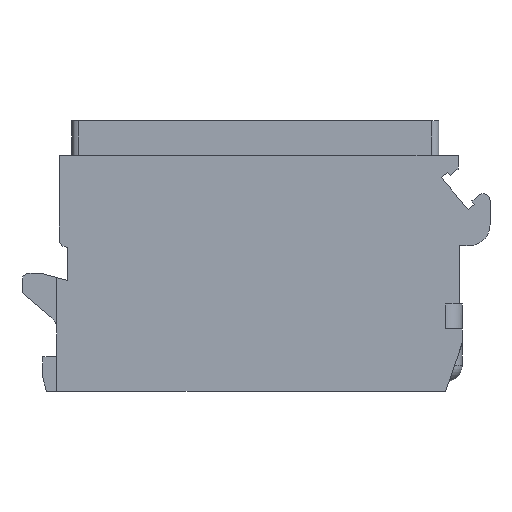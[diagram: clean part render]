
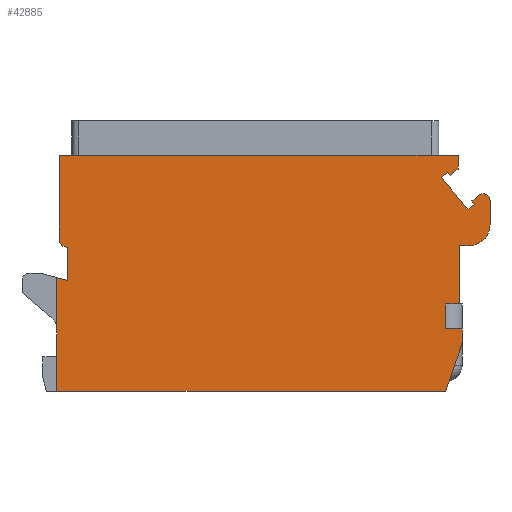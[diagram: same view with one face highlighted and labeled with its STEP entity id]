
A CAD part, front view. The second image highlights one B-rep face of the part: STEP entity #42885.
In plain terms, the highlighted planar face has unit normal (0, -1, 0).
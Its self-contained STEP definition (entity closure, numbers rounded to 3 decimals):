
#111=DIRECTION('',(0.,0.,-1.));
#112=VECTOR('',#111,8.205);
#113=CARTESIAN_POINT('',(-14.3,-7.,8.205));
#114=LINE('',#113,#112);
#295=CARTESIAN_POINT('',(16.4,-7.,13.74));
#296=DIRECTION('',(0.,-1.,0.));
#297=DIRECTION('',(1.,0.,0.));
#298=AXIS2_PLACEMENT_3D('',#295,#296,#297);
#420=DIRECTION('',(-0.966,0.,0.259));
#421=VECTOR('',#420,0.828);
#422=CARTESIAN_POINT('',(-13.5,-7.,7.991));
#423=LINE('',#422,#421);
#424=DIRECTION('',(0.,0.,-1.));
#425=VECTOR('',#424,2.409);
#426=CARTESIAN_POINT('',(-13.5,-7.,10.4));
#427=LINE('',#426,#425);
#428=DIRECTION('',(1.,0.,0.));
#429=VECTOR('',#428,0.1);
#430=CARTESIAN_POINT('',(-13.6,-7.,10.4));
#431=LINE('',#430,#429);
#432=CARTESIAN_POINT('',(-13.6,-7.,10.9));
#433=DIRECTION('',(0.,-1.,0.));
#434=DIRECTION('',(-1.,0.,0.));
#435=AXIS2_PLACEMENT_3D('',#432,#433,#434);
#437=DIRECTION('',(0.,0.,-1.));
#438=VECTOR('',#437,6.1);
#439=CARTESIAN_POINT('',(-14.1,-7.,17.));
#440=LINE('',#439,#438);
#441=DIRECTION('',(-1.,0.,0.));
#442=VECTOR('',#441,28.7);
#443=CARTESIAN_POINT('',(14.6,-7.,17.));
#444=LINE('',#443,#442);
#445=DIRECTION('',(0.,0.,-1.));
#446=VECTOR('',#445,0.985);
#447=CARTESIAN_POINT('',(14.6,-7.,17.));
#448=LINE('',#447,#446);
#449=DIRECTION('',(-0.766,0.,-0.643));
#450=VECTOR('',#449,0.715);
#451=CARTESIAN_POINT('',(14.6,-7.,16.015));
#452=LINE('',#451,#450);
#453=DIRECTION('',(-0.643,0.,0.766));
#454=VECTOR('',#453,0.3);
#455=CARTESIAN_POINT('',(14.052,-7.,15.556));
#456=LINE('',#455,#454);
#457=DIRECTION('',(-0.766,0.,-0.643));
#458=VECTOR('',#457,0.6);
#459=CARTESIAN_POINT('',(13.86,-7.,15.786));
#460=LINE('',#459,#458);
#461=DIRECTION('',(0.643,0.,-0.766));
#462=VECTOR('',#461,3.);
#463=CARTESIAN_POINT('',(13.4,-7.,15.4));
#464=LINE('',#463,#462);
#465=DIRECTION('',(0.766,0.,0.643));
#466=VECTOR('',#465,0.6);
#467=CARTESIAN_POINT('',(15.328,-7.,13.102));
#468=LINE('',#467,#466);
#469=DIRECTION('',(-0.643,0.,0.766));
#470=VECTOR('',#469,0.3);
#471=CARTESIAN_POINT('',(15.788,-7.,13.488));
#472=LINE('',#471,#470);
#473=DIRECTION('',(0.766,0.,0.643));
#474=VECTOR('',#473,0.631);
#475=CARTESIAN_POINT('',(15.595,-7.,13.717));
#476=LINE('',#475,#474);
#477=DIRECTION('',(0.,0.,1.));
#478=VECTOR('',#477,1.74);
#479=CARTESIAN_POINT('',(16.9,-7.,12.));
#480=LINE('',#479,#478);
#481=CARTESIAN_POINT('',(15.4,-7.,12.));
#482=DIRECTION('',(0.,-1.,0.));
#483=DIRECTION('',(0.,0.,-1.));
#484=AXIS2_PLACEMENT_3D('',#481,#482,#483);
#486=DIRECTION('',(1.,0.,0.));
#487=VECTOR('',#486,0.7);
#488=CARTESIAN_POINT('',(14.7,-7.,10.5));
#489=LINE('',#488,#487);
#490=DIRECTION('',(0.,0.,1.));
#491=VECTOR('',#490,4.2);
#492=CARTESIAN_POINT('',(14.7,-7.,6.3));
#493=LINE('',#492,#491);
#494=DIRECTION('',(1.,0.,0.));
#495=VECTOR('',#494,1.);
#496=CARTESIAN_POINT('',(13.7,-7.,6.3));
#497=LINE('',#496,#495);
#498=DIRECTION('',(0.,0.,1.));
#499=VECTOR('',#498,1.8);
#500=CARTESIAN_POINT('',(13.7,-7.,4.5));
#501=LINE('',#500,#499);
#502=DIRECTION('',(-1.,0.,0.));
#503=VECTOR('',#502,1.2);
#504=CARTESIAN_POINT('',(14.9,-7.,4.5));
#505=LINE('',#504,#503);
#506=DIRECTION('',(0.,0.,1.));
#507=VECTOR('',#506,1.);
#508=CARTESIAN_POINT('',(14.9,-7.,3.5));
#509=LINE('',#508,#507);
#510=DIRECTION('',(0.324,0.,0.946));
#511=VECTOR('',#510,3.7);
#512=CARTESIAN_POINT('',(13.7,-7.,0.));
#513=LINE('',#512,#511);
#514=DIRECTION('',(1.,0.,0.));
#515=VECTOR('',#514,28.);
#516=CARTESIAN_POINT('',(-14.3,-7.,0.));
#517=LINE('',#516,#515);
#33234=CARTESIAN_POINT('',(13.7,-7.,0.));
#33235=CARTESIAN_POINT('',(14.9,-7.,3.5));
#33236=VERTEX_POINT('',#33234);
#33237=VERTEX_POINT('',#33235);
#33238=CARTESIAN_POINT('',(14.9,-7.,4.5));
#33239=VERTEX_POINT('',#33238);
#33240=CARTESIAN_POINT('',(13.7,-7.,4.5));
#33241=VERTEX_POINT('',#33240);
#33242=CARTESIAN_POINT('',(13.7,-7.,6.3));
#33243=VERTEX_POINT('',#33242);
#33244=CARTESIAN_POINT('',(14.7,-7.,6.3));
#33245=VERTEX_POINT('',#33244);
#33246=CARTESIAN_POINT('',(14.7,-7.,10.5));
#33247=VERTEX_POINT('',#33246);
#33248=CARTESIAN_POINT('',(15.4,-7.,10.5));
#33249=VERTEX_POINT('',#33248);
#33252=CARTESIAN_POINT('',(16.9,-7.,12.));
#33253=VERTEX_POINT('',#33252);
#33264=CARTESIAN_POINT('',(-14.1,-7.,17.));
#33265=CARTESIAN_POINT('',(-14.1,-7.,10.9));
#33266=VERTEX_POINT('',#33264);
#33267=VERTEX_POINT('',#33265);
#33268=CARTESIAN_POINT('',(-13.6,-7.,10.4));
#33269=VERTEX_POINT('',#33268);
#33270=CARTESIAN_POINT('',(-13.5,-7.,10.4));
#33271=VERTEX_POINT('',#33270);
#33272=CARTESIAN_POINT('',(-13.5,-7.,7.991));
#33273=VERTEX_POINT('',#33272);
#33290=CARTESIAN_POINT('',(14.6,-7.,17.));
#33291=CARTESIAN_POINT('',(14.6,-7.,16.015));
#33292=VERTEX_POINT('',#33290);
#33293=VERTEX_POINT('',#33291);
#33294=CARTESIAN_POINT('',(14.052,-7.,15.556));
#33295=VERTEX_POINT('',#33294);
#33296=CARTESIAN_POINT('',(13.86,-7.,15.786));
#33297=VERTEX_POINT('',#33296);
#33298=CARTESIAN_POINT('',(13.4,-7.,15.4));
#33299=VERTEX_POINT('',#33298);
#33300=CARTESIAN_POINT('',(15.328,-7.,13.102));
#33301=VERTEX_POINT('',#33300);
#33302=CARTESIAN_POINT('',(15.788,-7.,13.488));
#33303=VERTEX_POINT('',#33302);
#33304=CARTESIAN_POINT('',(15.595,-7.,13.717));
#33305=VERTEX_POINT('',#33304);
#33307=CARTESIAN_POINT('',(16.9,-7.,13.74));
#33309=VERTEX_POINT('',#33307);
#33310=CARTESIAN_POINT('',(16.079,-7.,14.123));
#33311=VERTEX_POINT('',#33310);
#33314=CARTESIAN_POINT('',(-14.3,-7.,0.));
#33316=VERTEX_POINT('',#33314);
#33326=CARTESIAN_POINT('',(-14.3,-7.,8.205));
#33328=VERTEX_POINT('',#33326);
#42850=CARTESIAN_POINT('',(0.,-7.,0.));
#42851=DIRECTION('',(0.,-1.,0.));
#42852=DIRECTION('',(1.,0.,0.));
#42853=AXIS2_PLACEMENT_3D('',#42850,#42851,#42852);
#42854=PLANE('',#42853);
#42855=ORIENTED_EDGE('',*,*,#42325,.F.);
#42856=ORIENTED_EDGE('',*,*,#42356,.F.);
#42857=ORIENTED_EDGE('',*,*,#42473,.F.);
#42858=ORIENTED_EDGE('',*,*,#42487,.F.);
#42859=ORIENTED_EDGE('',*,*,#42501,.F.);
#42860=ORIENTED_EDGE('',*,*,#42515,.F.);
#42861=ORIENTED_EDGE('',*,*,#42528,.F.);
#42862=ORIENTED_EDGE('',*,*,#42561,.T.);
#42863=ORIENTED_EDGE('',*,*,#42575,.T.);
#42864=ORIENTED_EDGE('',*,*,#42589,.T.);
#42865=ORIENTED_EDGE('',*,*,#42603,.T.);
#42866=ORIENTED_EDGE('',*,*,#42617,.T.);
#42867=ORIENTED_EDGE('',*,*,#42631,.T.);
#42868=ORIENTED_EDGE('',*,*,#42645,.T.);
#42869=ORIENTED_EDGE('',*,*,#42658,.T.);
#42870=ORIENTED_EDGE('',*,*,#42672,.F.);
#42871=ORIENTED_EDGE('',*,*,#42688,.F.);
#42872=ORIENTED_EDGE('',*,*,#42701,.F.);
#42873=ORIENTED_EDGE('',*,*,#42715,.F.);
#42874=ORIENTED_EDGE('',*,*,#42732,.F.);
#42876=ORIENTED_EDGE('',*,*,#42875,.F.);
#42878=ORIENTED_EDGE('',*,*,#42877,.F.);
#42879=ORIENTED_EDGE('',*,*,#42782,.F.);
#42880=ORIENTED_EDGE('',*,*,#42798,.F.);
#42881=ORIENTED_EDGE('',*,*,#42817,.F.);
#42882=ORIENTED_EDGE('',*,*,#42836,.F.);
#42883=EDGE_LOOP('',(#42855,#42856,#42857,#42858,#42859,#42860,#42861,#42862,
#42863,#42864,#42865,#42866,#42867,#42868,#42869,#42870,#42871,#42872,#42873,
#42874,#42876,#42878,#42879,#42880,#42881,#42882));
#42884=FACE_OUTER_BOUND('',#42883,.F.);
#42885=ADVANCED_FACE('',(#42884),#42854,.T.);
#299=CIRCLE('',#298,0.5);
#436=CIRCLE('',#435,0.5);
#485=CIRCLE('',#484,1.5);
#42325=EDGE_CURVE('',#33328,#33316,#114,.T.);
#42356=EDGE_CURVE('',#33273,#33328,#423,.T.);
#42473=EDGE_CURVE('',#33271,#33273,#427,.T.);
#42487=EDGE_CURVE('',#33269,#33271,#431,.T.);
#42501=EDGE_CURVE('',#33267,#33269,#436,.T.);
#42515=EDGE_CURVE('',#33266,#33267,#440,.T.);
#42528=EDGE_CURVE('',#33292,#33266,#444,.T.);
#42561=EDGE_CURVE('',#33292,#33293,#448,.T.);
#42575=EDGE_CURVE('',#33293,#33295,#452,.T.);
#42589=EDGE_CURVE('',#33295,#33297,#456,.T.);
#42603=EDGE_CURVE('',#33297,#33299,#460,.T.);
#42617=EDGE_CURVE('',#33299,#33301,#464,.T.);
#42631=EDGE_CURVE('',#33301,#33303,#468,.T.);
#42645=EDGE_CURVE('',#33303,#33305,#472,.T.);
#42658=EDGE_CURVE('',#33305,#33311,#476,.T.);
#42672=EDGE_CURVE('',#33309,#33311,#299,.T.);
#42688=EDGE_CURVE('',#33253,#33309,#480,.T.);
#42701=EDGE_CURVE('',#33249,#33253,#485,.T.);
#42715=EDGE_CURVE('',#33247,#33249,#489,.T.);
#42732=EDGE_CURVE('',#33245,#33247,#493,.T.);
#42782=EDGE_CURVE('',#33239,#33241,#505,.T.);
#42798=EDGE_CURVE('',#33237,#33239,#509,.T.);
#42817=EDGE_CURVE('',#33236,#33237,#513,.T.);
#42836=EDGE_CURVE('',#33316,#33236,#517,.T.);
#42875=EDGE_CURVE('',#33243,#33245,#497,.T.);
#42877=EDGE_CURVE('',#33241,#33243,#501,.T.);
